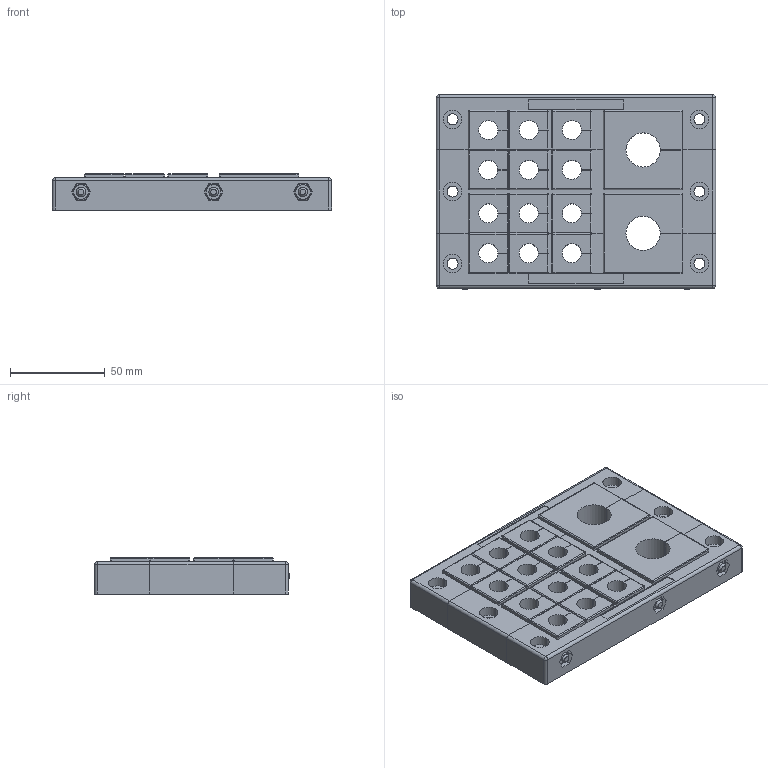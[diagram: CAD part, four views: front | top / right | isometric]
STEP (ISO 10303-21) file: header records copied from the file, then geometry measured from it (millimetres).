
FILE_DESCRIPTION(('STEP AP242'),'1');
FILE_NAME('42225.stp','2020-02-25T10:30:00',('TraceParts'),('TraceParts S.A.'),'Spatial InterOp 3D',' ',' ');
FILE_SCHEMA(('AP242_MANAGED_MODEL_BASED_3D_ENGINEERING_MIM_LF {1 0 10303 442 1 1 4}'));
Length unit declared in the file: millimetre
Products named in the file (1): 42225_1
Bounding box: 147 x 102.5 x 19 mm (x, y, z)
Volume: 251544.7 mm3; surface area: 108137 mm2
Topology: 23 solids, 23 shells, 750 faces, 1860 edges, 1116 vertices
Faces by surface type: plane 404, cylinder 250, sphere 60, cone 30, torus 6
Entity records: 21757 total; most frequent: CARTESIAN_POINT 3923, DIRECTION 3798, ORIENTED_EDGE 3600, EDGE_CURVE 1800, AXIS2_PLACEMENT_3D 1279, LINE 1240, VECTOR 1240, VERTEX_POINT 1116
